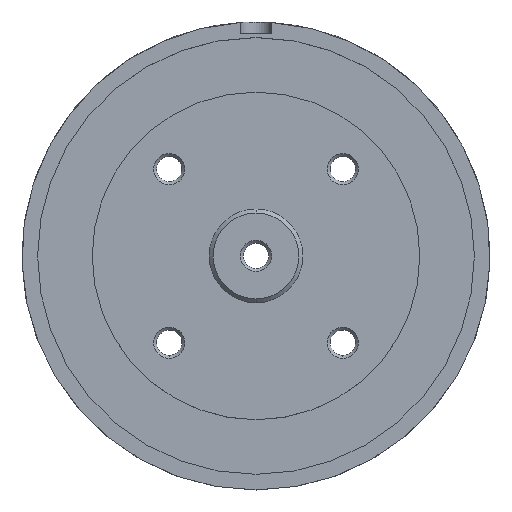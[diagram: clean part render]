
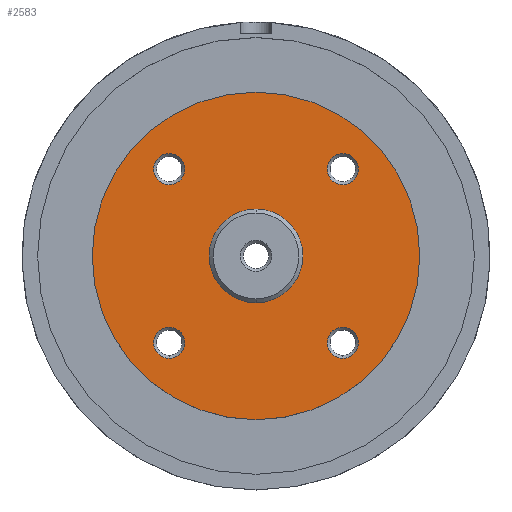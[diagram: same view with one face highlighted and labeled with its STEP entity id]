
A CAD part, top view. The second image highlights one B-rep face of the part: STEP entity #2583.
In plain terms, the highlighted planar face has unit normal (0, 0, 1).
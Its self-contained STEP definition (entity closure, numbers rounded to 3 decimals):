
#369=CARTESIAN_POINT('',(0.,0.,-60.));
#370=DIRECTION('',(0.,0.,-1.));
#371=DIRECTION('',(0.,-1.,0.));
#372=AXIS2_PLACEMENT_3D('',#369,#370,#371);
#374=CARTESIAN_POINT('',(0.,0.,-60.));
#375=DIRECTION('',(0.,0.,-1.));
#376=DIRECTION('',(0.,1.,0.));
#377=AXIS2_PLACEMENT_3D('',#374,#375,#376);
#379=CARTESIAN_POINT('',(11.137,-11.137,-60.));
#380=DIRECTION('',(0.,0.,1.));
#381=DIRECTION('',(0.,-1.,0.));
#382=AXIS2_PLACEMENT_3D('',#379,#380,#381);
#384=CARTESIAN_POINT('',(11.137,-11.137,-60.));
#385=DIRECTION('',(0.,0.,1.));
#386=DIRECTION('',(0.,1.,0.));
#387=AXIS2_PLACEMENT_3D('',#384,#385,#386);
#389=CARTESIAN_POINT('',(-11.137,11.137,-60.));
#390=DIRECTION('',(0.,0.,1.));
#391=DIRECTION('',(0.,-1.,0.));
#392=AXIS2_PLACEMENT_3D('',#389,#390,#391);
#394=CARTESIAN_POINT('',(-11.137,11.137,-60.));
#395=DIRECTION('',(0.,0.,1.));
#396=DIRECTION('',(0.,1.,0.));
#397=AXIS2_PLACEMENT_3D('',#394,#395,#396);
#399=CARTESIAN_POINT('',(0.,0.,-60.));
#400=DIRECTION('',(0.,0.,1.));
#401=DIRECTION('',(0.,-1.,0.));
#402=AXIS2_PLACEMENT_3D('',#399,#400,#401);
#404=CARTESIAN_POINT('',(0.,0.,-60.));
#405=DIRECTION('',(0.,0.,1.));
#406=DIRECTION('',(0.,1.,0.));
#407=AXIS2_PLACEMENT_3D('',#404,#405,#406);
#409=CARTESIAN_POINT('',(-11.137,-11.137,
-60.));
#410=DIRECTION('',(0.,0.,1.));
#411=DIRECTION('',(0.,-1.,0.));
#412=AXIS2_PLACEMENT_3D('',#409,#410,#411);
#414=CARTESIAN_POINT('',(-11.137,-11.137,
-60.));
#415=DIRECTION('',(0.,0.,1.));
#416=DIRECTION('',(0.,1.,0.));
#417=AXIS2_PLACEMENT_3D('',#414,#415,#416);
#419=CARTESIAN_POINT('',(11.137,11.137,-60.));
#420=DIRECTION('',(0.,0.,1.));
#421=DIRECTION('',(0.,-1.,0.));
#422=AXIS2_PLACEMENT_3D('',#419,#420,#421);
#424=CARTESIAN_POINT('',(11.137,11.137,-60.));
#425=DIRECTION('',(0.,0.,1.));
#426=DIRECTION('',(0.,1.,0.));
#427=AXIS2_PLACEMENT_3D('',#424,#425,#426);
#1812=CARTESIAN_POINT('',(0.,21.,-60.));
#1813=VERTEX_POINT('',#1812);
#1814=CARTESIAN_POINT('',(0.,-21.,-60.));
#1815=VERTEX_POINT('',#1814);
#1816=CARTESIAN_POINT('',(11.137,-13.137,
-60.));
#1817=CARTESIAN_POINT('',(11.137,-9.137,
-60.));
#1818=VERTEX_POINT('',#1816);
#1819=VERTEX_POINT('',#1817);
#1820=CARTESIAN_POINT('',(-11.137,9.137,
-60.));
#1821=CARTESIAN_POINT('',(-11.137,13.137,
-60.));
#1822=VERTEX_POINT('',#1820);
#1823=VERTEX_POINT('',#1821);
#1824=CARTESIAN_POINT('',(0.,-6.,-60.));
#1825=CARTESIAN_POINT('',(0.,6.,-60.));
#1826=VERTEX_POINT('',#1824);
#1827=VERTEX_POINT('',#1825);
#1828=CARTESIAN_POINT('',(-11.137,-13.137,
-60.));
#1829=CARTESIAN_POINT('',(-11.137,-9.137,
-60.));
#1830=VERTEX_POINT('',#1828);
#1831=VERTEX_POINT('',#1829);
#1832=CARTESIAN_POINT('',(11.137,9.137,-60.));
#1833=CARTESIAN_POINT('',(11.137,13.137,-60.));
#1834=VERTEX_POINT('',#1832);
#1835=VERTEX_POINT('',#1833);
#2544=CARTESIAN_POINT('',(-6.,0.,-60.));
#2545=DIRECTION('',(0.,0.,-1.));
#2546=DIRECTION('',(0.,-1.,0.));
#2547=AXIS2_PLACEMENT_3D('',#2544,#2545,#2546);
#2548=PLANE('',#2547);
#2549=ORIENTED_EDGE('',*,*,#2536,.T.);
#2550=ORIENTED_EDGE('',*,*,#2526,.T.);
#2551=EDGE_LOOP('',(#2549,#2550));
#2552=FACE_OUTER_BOUND('',#2551,.F.);
#2554=ORIENTED_EDGE('',*,*,#2553,.T.);
#2556=ORIENTED_EDGE('',*,*,#2555,.T.);
#2557=EDGE_LOOP('',(#2554,#2556));
#2558=FACE_BOUND('',#2557,.F.);
#2560=ORIENTED_EDGE('',*,*,#2559,.T.);
#2562=ORIENTED_EDGE('',*,*,#2561,.T.);
#2563=EDGE_LOOP('',(#2560,#2562));
#2564=FACE_BOUND('',#2563,.F.);
#2566=ORIENTED_EDGE('',*,*,#2565,.T.);
#2568=ORIENTED_EDGE('',*,*,#2567,.T.);
#2569=EDGE_LOOP('',(#2566,#2568));
#2570=FACE_BOUND('',#2569,.F.);
#2572=ORIENTED_EDGE('',*,*,#2571,.T.);
#2574=ORIENTED_EDGE('',*,*,#2573,.T.);
#2575=EDGE_LOOP('',(#2572,#2574));
#2576=FACE_BOUND('',#2575,.F.);
#2578=ORIENTED_EDGE('',*,*,#2577,.T.);
#2580=ORIENTED_EDGE('',*,*,#2579,.T.);
#2581=EDGE_LOOP('',(#2578,#2580));
#2582=FACE_BOUND('',#2581,.F.);
#373=CIRCLE('',#372,21.);
#378=CIRCLE('',#377,21.);
#383=CIRCLE('',#382,2.);
#388=CIRCLE('',#387,2.);
#393=CIRCLE('',#392,2.);
#398=CIRCLE('',#397,2.);
#403=CIRCLE('',#402,6.);
#408=CIRCLE('',#407,6.);
#413=CIRCLE('',#412,2.);
#418=CIRCLE('',#417,2.);
#423=CIRCLE('',#422,2.);
#428=CIRCLE('',#427,2.);
#2526=EDGE_CURVE('',#1813,#1815,#378,.T.);
#2536=EDGE_CURVE('',#1815,#1813,#373,.T.);
#2553=EDGE_CURVE('',#1818,#1819,#383,.T.);
#2555=EDGE_CURVE('',#1819,#1818,#388,.T.);
#2559=EDGE_CURVE('',#1822,#1823,#393,.T.);
#2561=EDGE_CURVE('',#1823,#1822,#398,.T.);
#2565=EDGE_CURVE('',#1826,#1827,#403,.T.);
#2567=EDGE_CURVE('',#1827,#1826,#408,.T.);
#2571=EDGE_CURVE('',#1830,#1831,#413,.T.);
#2573=EDGE_CURVE('',#1831,#1830,#418,.T.);
#2577=EDGE_CURVE('',#1834,#1835,#423,.T.);
#2579=EDGE_CURVE('',#1835,#1834,#428,.T.);
#2583=ADVANCED_FACE('',(#2552,#2558,#2564,#2570,#2576,#2582),#2548,.F.);
